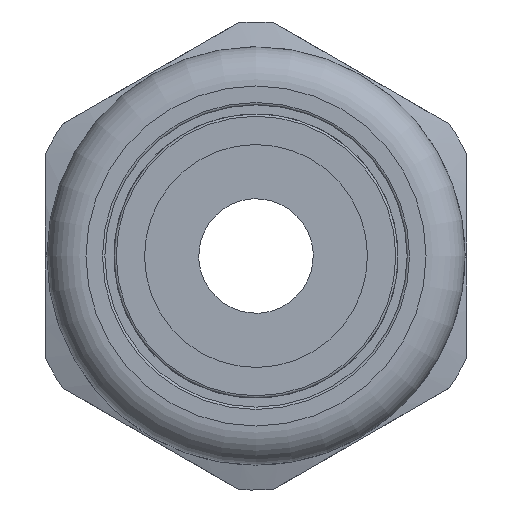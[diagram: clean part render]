
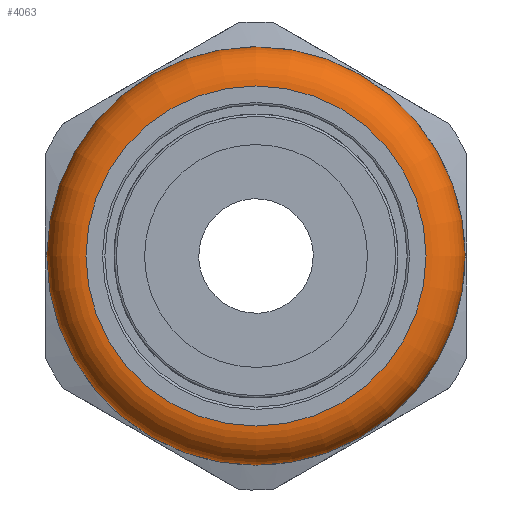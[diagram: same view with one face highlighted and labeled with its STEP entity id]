
A CAD part, left-side view. The second image highlights one B-rep face of the part: STEP entity #4063.
In plain terms, the highlighted toroidal (fillet/blend) face has major radius 14.11 mm and minor radius 3.24 mm.
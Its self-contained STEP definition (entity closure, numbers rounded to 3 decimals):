
#216=TOROIDAL_SURFACE('',#4387,14.11,3.24);
#228=FACE_BOUND('',#1411,.T.);
#291=CIRCLE('',#4386,14.11);
#292=CIRCLE('',#4388,17.35);
#1158=FACE_OUTER_BOUND('',#1410,.T.);
#1410=EDGE_LOOP('',(#2868));
#1411=EDGE_LOOP('',(#2869));
#1728=VERTEX_POINT('',#7913);
#1729=VERTEX_POINT('',#7916);
#2179=EDGE_CURVE('',#1728,#1728,#291,.T.);
#2180=EDGE_CURVE('',#1729,#1729,#292,.T.);
#2868=ORIENTED_EDGE('',*,*,#2179,.T.);
#2869=ORIENTED_EDGE('',*,*,#2180,.F.);
#4063=ADVANCED_FACE('',(#1158,#228),#216,.T.);
#4386=AXIS2_PLACEMENT_3D('',#7914,#5092,#5093);
#4387=AXIS2_PLACEMENT_3D('',#7915,#5094,#5095);
#4388=AXIS2_PLACEMENT_3D('',#7917,#5096,#5097);
#5092=DIRECTION('center_axis',(1.,0.,0.));
#5093=DIRECTION('ref_axis',(0.,0.,-1.));
#5094=DIRECTION('center_axis',(1.,0.,0.));
#5095=DIRECTION('ref_axis',(0.,0.,-1.));
#5096=DIRECTION('center_axis',(1.,0.,0.));
#5097=DIRECTION('ref_axis',(0.,0.,-1.));
#7913=CARTESIAN_POINT('',(-15.,14.11,0.));
#7914=CARTESIAN_POINT('Origin',(-15.,0.,0.));
#7915=CARTESIAN_POINT('Origin',(-11.76,0.,0.));
#7916=CARTESIAN_POINT('',(-11.76,17.35,0.));
#7917=CARTESIAN_POINT('Origin',(-11.76,0.,0.));
